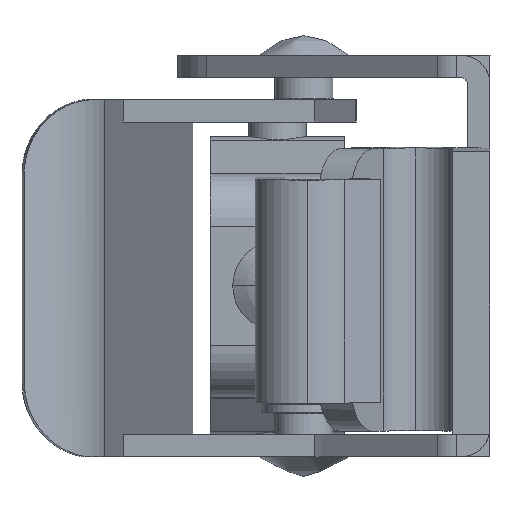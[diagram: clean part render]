
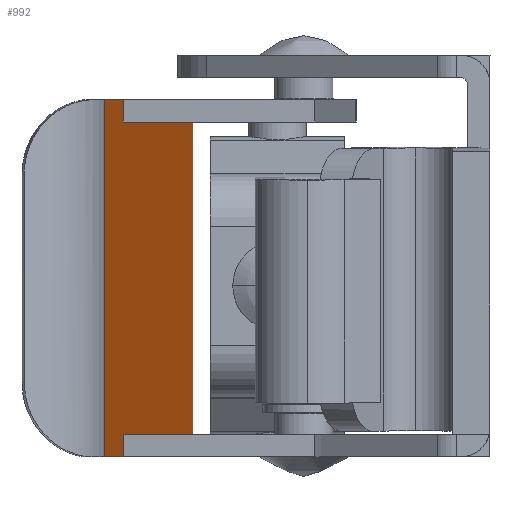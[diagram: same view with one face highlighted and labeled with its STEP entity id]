
A CAD part, left-side view. The second image highlights one B-rep face of the part: STEP entity #992.
In plain terms, the highlighted face is planar.
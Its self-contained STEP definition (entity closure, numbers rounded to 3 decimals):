
#608 = LINE ( 'NONE', #5485, #11597 ) ;
#992 = ADVANCED_FACE ( 'NONE', ( #16681 ), #7461, .T. ) ;
#1426 = LINE ( 'NONE', #5655, #17088 ) ;
#1469 = EDGE_CURVE ( 'NONE', #7156, #9575, #16915, .T. ) ;
#1476 = CARTESIAN_POINT ( 'NONE',  ( 25.049, 96.103, -80.652 ) ) ;
#1659 = LINE ( 'NONE', #5301, #13152 ) ;
#1739 = DIRECTION ( 'NONE',  ( 1., 0., 0. ) ) ;
#1786 = EDGE_CURVE ( 'NONE', #7156, #10314, #13972, .T. ) ;
#2431 = DIRECTION ( 'NONE',  ( 1., 0., 0. ) ) ;
#2519 = CARTESIAN_POINT ( 'NONE',  ( 30.318, 73.603, -80.652 ) ) ;
#2694 = VECTOR ( 'NONE', #11431, 1000. ) ;
#2725 = CARTESIAN_POINT ( 'NONE',  ( 35.799, 72.103, -80.652 ) ) ;
#3182 = EDGE_LOOP ( 'NONE', ( #10014, #7216, #19197, #16736, #8994, #12627, #10209, #18645, #17022, #5668 ) ) ;
#3460 = CARTESIAN_POINT ( 'NONE',  ( 24.299, 72.103, -80.652 ) ) ;
#3643 = DIRECTION ( 'NONE',  ( 0., 1., 0. ) ) ;
#3780 = LINE ( 'NONE', #1476, #14821 ) ;
#4376 = CARTESIAN_POINT ( 'NONE',  ( 25.799, 96.103, -80.652 ) ) ;
#5301 = CARTESIAN_POINT ( 'NONE',  ( 24.299, 84.103, -80.652 ) ) ;
#5359 = LINE ( 'NONE', #2519, #15670 ) ;
#5362 = DIRECTION ( 'NONE',  ( 0., 1., 0. ) ) ;
#5485 = CARTESIAN_POINT ( 'NONE',  ( 30.318, 72.103, -80.652 ) ) ;
#5655 = CARTESIAN_POINT ( 'NONE',  ( 25.049, 72.103, -80.652 ) ) ;
#5668 = ORIENTED_EDGE ( 'NONE', *, *, #19203, .F. ) ;
#6716 = VECTOR ( 'NONE', #3643, 1000. ) ;
#6901 = DIRECTION ( 'NONE',  ( -1., 0., 0. ) ) ;
#7156 = VERTEX_POINT ( 'NONE', #18212 ) ;
#7216 = ORIENTED_EDGE ( 'NONE', *, *, #10016, .T. ) ;
#7461 = PLANE ( 'NONE',  #13810 ) ;
#7466 = CARTESIAN_POINT ( 'NONE',  ( 24.299, 73.603, -80.652 ) ) ;
#7631 = VERTEX_POINT ( 'NONE', #3460 ) ;
#7740 = CARTESIAN_POINT ( 'NONE',  ( 35.799, 84.103, -80.652 ) ) ;
#7909 = LINE ( 'NONE', #7740, #6716 ) ;
#8715 = VERTEX_POINT ( 'NONE', #4376 ) ;
#8966 = DIRECTION ( 'NONE',  ( 1., 0., 0. ) ) ;
#8994 = ORIENTED_EDGE ( 'NONE', *, *, #9266, .F. ) ;
#9266 = EDGE_CURVE ( 'NONE', #10314, #8715, #3780, .T. ) ;
#9575 = VERTEX_POINT ( 'NONE', #18198 ) ;
#9802 = EDGE_CURVE ( 'NONE', #14721, #15220, #7909, .T. ) ;
#9851 = DIRECTION ( 'NONE',  ( 0., -1., 0. ) ) ;
#10014 = ORIENTED_EDGE ( 'NONE', *, *, #18748, .F. ) ;
#10016 = EDGE_CURVE ( 'NONE', #14130, #14721, #608, .T. ) ;
#10094 = VERTEX_POINT ( 'NONE', #7466 ) ;
#10172 = CARTESIAN_POINT ( 'NONE',  ( 30.318, 96.103, -80.652 ) ) ;
#10209 = ORIENTED_EDGE ( 'NONE', *, *, #1469, .T. ) ;
#10314 = VERTEX_POINT ( 'NONE', #15274 ) ;
#10489 = EDGE_CURVE ( 'NONE', #15220, #8715, #18686, .T. ) ;
#11016 = CARTESIAN_POINT ( 'NONE',  ( 30.318, 94.603, -80.652 ) ) ;
#11211 = CARTESIAN_POINT ( 'NONE',  ( -19.201, 84.103, -80.652 ) ) ;
#11431 = DIRECTION ( 'NONE',  ( 0., 1., 0. ) ) ;
#11597 = VECTOR ( 'NONE', #2431, 1000. ) ;
#11645 = CARTESIAN_POINT ( 'NONE',  ( 25.799, 72.103, -80.652 ) ) ;
#11753 = LINE ( 'NONE', #11211, #15433 ) ;
#12627 = ORIENTED_EDGE ( 'NONE', *, *, #1786, .F. ) ;
#12644 = VERTEX_POINT ( 'NONE', #12969 ) ;
#12741 = VECTOR ( 'NONE', #20272, 1000. ) ;
#12969 = CARTESIAN_POINT ( 'NONE',  ( -19.201, 73.603, -80.652 ) ) ;
#13152 = VECTOR ( 'NONE', #5362, 1000. ) ;
#13464 = DIRECTION ( 'NONE',  ( 1., 0., 0. ) ) ;
#13810 = AXIS2_PLACEMENT_3D ( 'NONE', #18435, #13843, #8966 ) ;
#13843 = DIRECTION ( 'NONE',  ( 0., 0., 1. ) ) ;
#13972 = LINE ( 'NONE', #18013, #2694 ) ;
#14130 = VERTEX_POINT ( 'NONE', #11645 ) ;
#14721 = VERTEX_POINT ( 'NONE', #2725 ) ;
#14821 = VECTOR ( 'NONE', #1739, 1000. ) ;
#15022 = VECTOR ( 'NONE', #6901, 1000. ) ;
#15220 = VERTEX_POINT ( 'NONE', #19216 ) ;
#15274 = CARTESIAN_POINT ( 'NONE',  ( 24.299, 96.103, -80.652 ) ) ;
#15433 = VECTOR ( 'NONE', #9851, 1000. ) ;
#15670 = VECTOR ( 'NONE', #13464, 1000. ) ;
#16681 = FACE_OUTER_BOUND ( 'NONE', #3182, .T. ) ;
#16736 = ORIENTED_EDGE ( 'NONE', *, *, #10489, .T. ) ;
#16768 = EDGE_CURVE ( 'NONE', #9575, #12644, #11753, .T. ) ;
#16915 = LINE ( 'NONE', #11016, #12741 ) ;
#17022 = ORIENTED_EDGE ( 'NONE', *, *, #17495, .T. ) ;
#17088 = VECTOR ( 'NONE', #18208, 1000. ) ;
#17495 = EDGE_CURVE ( 'NONE', #12644, #10094, #5359, .T. ) ;
#18013 = CARTESIAN_POINT ( 'NONE',  ( 24.299, 84.103, -80.652 ) ) ;
#18198 = CARTESIAN_POINT ( 'NONE',  ( -19.201, 94.603, -80.652 ) ) ;
#18208 = DIRECTION ( 'NONE',  ( -1., 0., 0. ) ) ;
#18212 = CARTESIAN_POINT ( 'NONE',  ( 24.299, 94.603, -80.652 ) ) ;
#18435 = CARTESIAN_POINT ( 'NONE',  ( 30.318, 84.103, -80.652 ) ) ;
#18645 = ORIENTED_EDGE ( 'NONE', *, *, #16768, .T. ) ;
#18686 = LINE ( 'NONE', #10172, #15022 ) ;
#18748 = EDGE_CURVE ( 'NONE', #14130, #7631, #1426, .T. ) ;
#19197 = ORIENTED_EDGE ( 'NONE', *, *, #9802, .T. ) ;
#19203 = EDGE_CURVE ( 'NONE', #7631, #10094, #1659, .T. ) ;
#19216 = CARTESIAN_POINT ( 'NONE',  ( 35.799, 96.103, -80.652 ) ) ;
#20272 = DIRECTION ( 'NONE',  ( -1., 0., 0. ) ) ;
